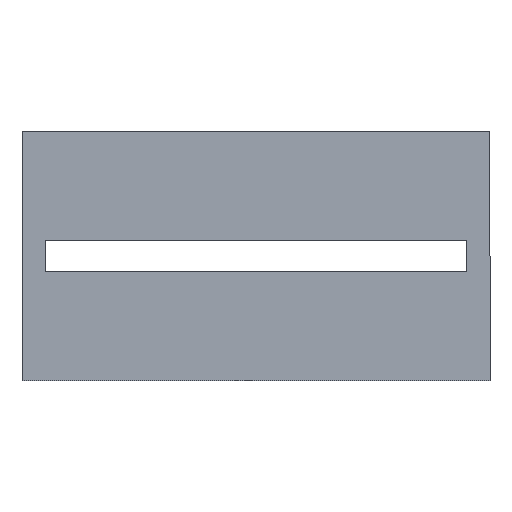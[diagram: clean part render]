
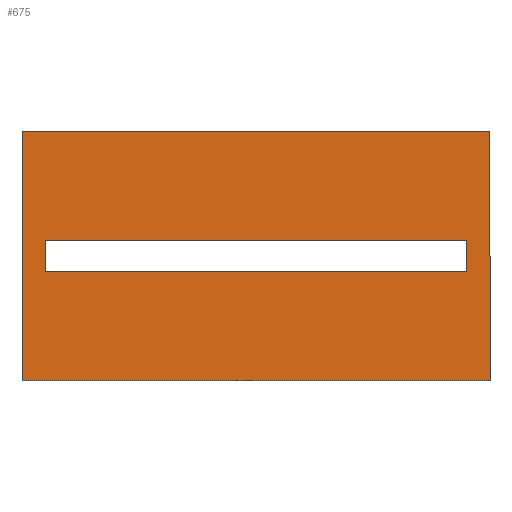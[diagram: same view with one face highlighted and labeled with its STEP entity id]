
A CAD part, front view. The second image highlights one B-rep face of the part: STEP entity #675.
In plain terms, the highlighted planar face has unit normal (0, -1, 0).
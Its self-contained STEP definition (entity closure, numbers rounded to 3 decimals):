
#11 = VERTEX_POINT ( 'NONE', #230 ) ;
#15 = EDGE_CURVE ( 'NONE', #205, #439, #671, .T. ) ;
#21 = EDGE_CURVE ( 'NONE', #308, #250, #664, .T. ) ;
#31 = CARTESIAN_POINT ( 'NONE',  ( -67.5, 0., 5. ) ) ;
#36 = ORIENTED_EDGE ( 'NONE', *, *, #187, .F. ) ;
#58 = LINE ( 'NONE', #249, #345 ) ;
#66 = VECTOR ( 'NONE', #289, 1000. ) ;
#70 = FACE_OUTER_BOUND ( 'NONE', #299, .T. ) ;
#81 = EDGE_CURVE ( 'NONE', #625, #745, #610, .T. ) ;
#84 = ORIENTED_EDGE ( 'NONE', *, *, #605, .F. ) ;
#105 = ORIENTED_EDGE ( 'NONE', *, *, #21, .F. ) ;
#134 = CARTESIAN_POINT ( 'NONE',  ( -67.5, 0., -5. ) ) ;
#137 = EDGE_CURVE ( 'NONE', #745, #11, #58, .T. ) ;
#187 = EDGE_CURVE ( 'NONE', #439, #308, #512, .T. ) ;
#190 = DIRECTION ( 'NONE',  ( 0., 0., 1. ) ) ;
#191 = DIRECTION ( 'NONE',  ( -1., 0., 0. ) ) ;
#194 = DIRECTION ( 'NONE',  ( 0., 0., -1. ) ) ;
#205 = VERTEX_POINT ( 'NONE', #760 ) ;
#221 = VECTOR ( 'NONE', #668, 1000. ) ;
#222 = VECTOR ( 'NONE', #396, 1000. ) ;
#230 = CARTESIAN_POINT ( 'NONE',  ( 67.5, 0., -5. ) ) ;
#238 = CARTESIAN_POINT ( 'NONE',  ( 75., 0., 40. ) ) ;
#249 = CARTESIAN_POINT ( 'NONE',  ( 67.5, 0., -5. ) ) ;
#250 = VERTEX_POINT ( 'NONE', #238 ) ;
#280 = VECTOR ( 'NONE', #194, 1000. ) ;
#289 = DIRECTION ( 'NONE',  ( 1., 0., 0. ) ) ;
#299 = EDGE_LOOP ( 'NONE', ( #84, #105, #36, #384 ) ) ;
#308 = VERTEX_POINT ( 'NONE', #339 ) ;
#315 = CARTESIAN_POINT ( 'NONE',  ( 0., 0., 0. ) ) ;
#318 = EDGE_CURVE ( 'NONE', #11, #611, #649, .T. ) ;
#329 = FACE_BOUND ( 'NONE', #444, .T. ) ;
#339 = CARTESIAN_POINT ( 'NONE',  ( -75., 0., 40. ) ) ;
#345 = VECTOR ( 'NONE', #494, 1000. ) ;
#384 = ORIENTED_EDGE ( 'NONE', *, *, #15, .F. ) ;
#396 = DIRECTION ( 'NONE',  ( 0., 0., 1. ) ) ;
#398 = CARTESIAN_POINT ( 'NONE',  ( 67.5, 0., 5. ) ) ;
#404 = EDGE_CURVE ( 'NONE', #611, #625, #706, .T. ) ;
#439 = VERTEX_POINT ( 'NONE', #498 ) ;
#444 = EDGE_LOOP ( 'NONE', ( #690, #707, #546, #508 ) ) ;
#491 = CARTESIAN_POINT ( 'NONE',  ( -75., 0., 40. ) ) ;
#494 = DIRECTION ( 'NONE',  ( 0., 0., -1. ) ) ;
#498 = CARTESIAN_POINT ( 'NONE',  ( -75., 0., -40. ) ) ;
#507 = VECTOR ( 'NONE', #191, 1000. ) ;
#508 = ORIENTED_EDGE ( 'NONE', *, *, #81, .T. ) ;
#512 = LINE ( 'NONE', #624, #802 ) ;
#522 = CARTESIAN_POINT ( 'NONE',  ( -67.5, 0., 5. ) ) ;
#542 = CARTESIAN_POINT ( 'NONE',  ( -75., 0., -40. ) ) ;
#546 = ORIENTED_EDGE ( 'NONE', *, *, #404, .T. ) ;
#571 = CARTESIAN_POINT ( 'NONE',  ( 75., 0., -40. ) ) ;
#578 = AXIS2_PLACEMENT_3D ( 'NONE', #315, #808, #190 ) ;
#597 = CARTESIAN_POINT ( 'NONE',  ( -67.5, 0., -5. ) ) ;
#605 = EDGE_CURVE ( 'NONE', #250, #205, #766, .T. ) ;
#610 = LINE ( 'NONE', #31, #66 ) ;
#611 = VERTEX_POINT ( 'NONE', #642 ) ;
#624 = CARTESIAN_POINT ( 'NONE',  ( -75., 0., -40. ) ) ;
#625 = VERTEX_POINT ( 'NONE', #522 ) ;
#642 = CARTESIAN_POINT ( 'NONE',  ( -67.5, 0., -5. ) ) ;
#649 = LINE ( 'NONE', #597, #507 ) ;
#664 = LINE ( 'NONE', #491, #730 ) ;
#668 = DIRECTION ( 'NONE',  ( -1., 0., 0. ) ) ;
#671 = LINE ( 'NONE', #542, #221 ) ;
#675 = ADVANCED_FACE ( 'NONE', ( #70, #329 ), #817, .F. ) ;
#689 = DIRECTION ( 'NONE',  ( 0., 0., 1. ) ) ;
#690 = ORIENTED_EDGE ( 'NONE', *, *, #137, .T. ) ;
#706 = LINE ( 'NONE', #134, #222 ) ;
#707 = ORIENTED_EDGE ( 'NONE', *, *, #318, .T. ) ;
#730 = VECTOR ( 'NONE', #740, 1000. ) ;
#740 = DIRECTION ( 'NONE',  ( 1., 0., 0. ) ) ;
#745 = VERTEX_POINT ( 'NONE', #398 ) ;
#760 = CARTESIAN_POINT ( 'NONE',  ( 75., 0., -40. ) ) ;
#766 = LINE ( 'NONE', #571, #280 ) ;
#802 = VECTOR ( 'NONE', #689, 1000. ) ;
#808 = DIRECTION ( 'NONE',  ( 0., 1., 0. ) ) ;
#817 = PLANE ( 'NONE',  #578 ) ;
